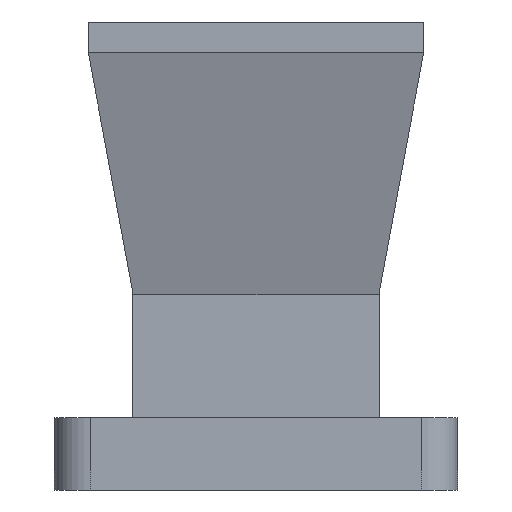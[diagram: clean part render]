
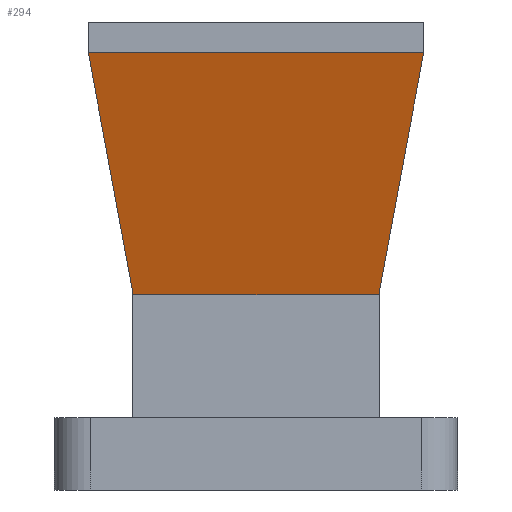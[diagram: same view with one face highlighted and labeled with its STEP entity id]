
A CAD part, left-side view. The second image highlights one B-rep face of the part: STEP entity #294.
In plain terms, the highlighted planar face has unit normal (-0.96, 0, -0.28).
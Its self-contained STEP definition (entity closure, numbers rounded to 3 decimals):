
#14 = CARTESIAN_POINT ( 'NONE',  ( -3.659, 5.334, 49.786 ) ) ;
#24 = CARTESIAN_POINT ( 'NONE',  ( -7.57, 0., 63.218 ) ) ;
#52 = VERTEX_POINT ( 'NONE', #202 ) ;
#53 = FACE_OUTER_BOUND ( 'NONE', #1328, .T. ) ;
#89 = CARTESIAN_POINT ( 'NONE',  ( -3.681, 6.834, 49.862 ) ) ;
#119 = LINE ( 'NONE', #24, #368 ) ;
#155 = ORIENTED_EDGE ( 'NONE', *, *, #673, .T. ) ;
#161 = LINE ( 'NONE', #482, #1140 ) ;
#184 = LINE ( 'NONE', #600, #655 ) ;
#202 = CARTESIAN_POINT ( 'NONE',  ( -7.57, 9.314, 63.218 ) ) ;
#207 = VERTEX_POINT ( 'NONE', #786 ) ;
#227 = VERTEX_POINT ( 'NONE', #89 ) ;
#264 = CARTESIAN_POINT ( 'NONE',  ( -3.659, -6.834, 49.786 ) ) ;
#266 = EDGE_CURVE ( 'NONE', #207, #361, #622, .T. ) ;
#270 = ORIENTED_EDGE ( 'NONE', *, *, #831, .T. ) ;
#294 = ADVANCED_FACE ( 'NONE', ( #53 ), #474, .F. ) ;
#299 = VECTOR ( 'NONE', #359, 1000. ) ;
#312 = VERTEX_POINT ( 'NONE', #264 ) ;
#359 = DIRECTION ( 'NONE',  ( 0., -1., 0. ) ) ;
#361 = VERTEX_POINT ( 'NONE', #508 ) ;
#368 = VECTOR ( 'NONE', #442, 1000. ) ;
#371 = DIRECTION ( 'NONE',  ( 0.96, 0., 0.28 ) ) ;
#393 = ORIENTED_EDGE ( 'NONE', *, *, #1313, .F. ) ;
#442 = DIRECTION ( 'NONE',  ( 0., -1., 0. ) ) ;
#453 = VECTOR ( 'NONE', #1342, 1000. ) ;
#474 = PLANE ( 'NONE',  #1371 ) ;
#482 = CARTESIAN_POINT ( 'NONE',  ( -3.681, 6.834, 49.862 ) ) ;
#493 = VERTEX_POINT ( 'NONE', #676 ) ;
#508 = CARTESIAN_POINT ( 'NONE',  ( -7.57, -9.314, 63.218 ) ) ;
#545 = LINE ( 'NONE', #14, #299 ) ;
#565 = CARTESIAN_POINT ( 'NONE',  ( 9.99, 0., 2.909 ) ) ;
#593 = DIRECTION ( 'NONE',  ( -0.275, 0.176, 0.945 ) ) ;
#600 = CARTESIAN_POINT ( 'NONE',  ( -3.681, 6.834, 49.862 ) ) ;
#622 = LINE ( 'NONE', #940, #1310 ) ;
#638 = ORIENTED_EDGE ( 'NONE', *, *, #266, .T. ) ;
#655 = VECTOR ( 'NONE', #1315, 1000. ) ;
#673 = EDGE_CURVE ( 'NONE', #493, #312, #545, .T. ) ;
#676 = CARTESIAN_POINT ( 'NONE',  ( -3.659, 6.834, 49.786 ) ) ;
#753 = ORIENTED_EDGE ( 'NONE', *, *, #773, .F. ) ;
#764 = ORIENTED_EDGE ( 'NONE', *, *, #1006, .F. ) ;
#773 = EDGE_CURVE ( 'NONE', #227, #52, #161, .T. ) ;
#786 = CARTESIAN_POINT ( 'NONE',  ( -3.681, -6.834, 49.862 ) ) ;
#806 = DIRECTION ( 'NONE',  ( 0.28, 0., -0.96 ) ) ;
#826 = CARTESIAN_POINT ( 'NONE',  ( 9.99, -6.834, 2.909 ) ) ;
#831 = EDGE_CURVE ( 'NONE', #227, #493, #184, .T. ) ;
#940 = CARTESIAN_POINT ( 'NONE',  ( -3.681, -6.834, 49.862 ) ) ;
#1006 = EDGE_CURVE ( 'NONE', #52, #361, #119, .T. ) ;
#1053 = DIRECTION ( 'NONE',  ( -0.275, -0.176, 0.945 ) ) ;
#1140 = VECTOR ( 'NONE', #593, 1000. ) ;
#1310 = VECTOR ( 'NONE', #1053, 1000. ) ;
#1313 = EDGE_CURVE ( 'NONE', #207, #312, #1364, .T. ) ;
#1315 = DIRECTION ( 'NONE',  ( 0.28, 0., -0.96 ) ) ;
#1328 = EDGE_LOOP ( 'NONE', ( #764, #753, #270, #155, #393, #638 ) ) ;
#1342 = DIRECTION ( 'NONE',  ( 0.28, 0., -0.96 ) ) ;
#1364 = LINE ( 'NONE', #826, #453 ) ;
#1371 = AXIS2_PLACEMENT_3D ( 'NONE', #565, #371, #806 ) ;
